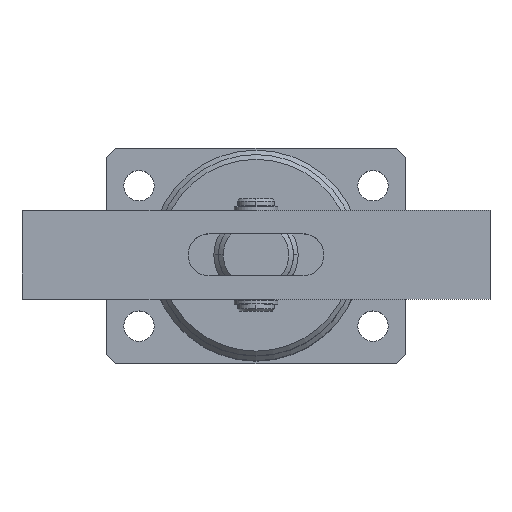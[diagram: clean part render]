
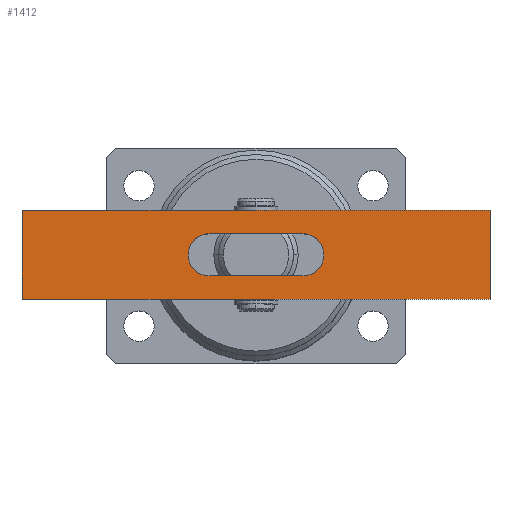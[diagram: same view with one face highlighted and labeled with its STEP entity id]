
A CAD part, top view. The second image highlights one B-rep face of the part: STEP entity #1412.
In plain terms, the highlighted face is planar.
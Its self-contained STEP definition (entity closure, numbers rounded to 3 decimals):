
#713 = CARTESIAN_POINT ( 'NONE',  ( -50., -9.5, -9.5 ) ) ;
#718 = CARTESIAN_POINT ( 'NONE',  ( -10., -9.5, 4.5 ) ) ;
#728 = CARTESIAN_POINT ( 'NONE',  ( -50., -9.5, 9.5 ) ) ;
#732 = CARTESIAN_POINT ( 'NONE',  ( 10., -9.5, -4.5 ) ) ;
#735 = CARTESIAN_POINT ( 'NONE',  ( 50., -9.5, 9.5 ) ) ;
#736 = CARTESIAN_POINT ( 'NONE',  ( 10., -9.5, 4.5 ) ) ;
#740 = CARTESIAN_POINT ( 'NONE',  ( -10., -9.5, -4.5 ) ) ;
#741 = CARTESIAN_POINT ( 'NONE',  ( 50., -9.5, -9.5 ) ) ;
#917 = VERTEX_POINT ( 'NONE', #740 ) ;
#918 = VERTEX_POINT ( 'NONE', #741 ) ;
#925 = VERTEX_POINT ( 'NONE', #736 ) ;
#926 = VERTEX_POINT ( 'NONE', #735 ) ;
#929 = VERTEX_POINT ( 'NONE', #732 ) ;
#933 = VERTEX_POINT ( 'NONE', #728 ) ;
#943 = VERTEX_POINT ( 'NONE', #718 ) ;
#948 = VERTEX_POINT ( 'NONE', #713 ) ;
#977 = ORIENTED_EDGE ( 'NONE', *, *, #4829, .F. ) ;
#980 = ORIENTED_EDGE ( 'NONE', *, *, #4886, .T. ) ;
#1005 = ORIENTED_EDGE ( 'NONE', *, *, #4883, .F. ) ;
#1006 = ORIENTED_EDGE ( 'NONE', *, *, #4838, .T. ) ;
#1007 = ORIENTED_EDGE ( 'NONE', *, *, #4823, .T. ) ;
#1009 = ORIENTED_EDGE ( 'NONE', *, *, #4846, .T. ) ;
#1010 = ORIENTED_EDGE ( 'NONE', *, *, #4921, .T. ) ;
#1011 = ORIENTED_EDGE ( 'NONE', *, *, #4889, .T. ) ;
#1209 = DIRECTION ( 'NONE',  ( 0., 0., 1. ) ) ;
#1210 = DIRECTION ( 'NONE',  ( 0., 1., 0. ) ) ;
#1211 = CARTESIAN_POINT ( 'NONE',  ( -10., -9.5, 0. ) ) ;
#1222 = DIRECTION ( 'NONE',  ( 0., 0., -1. ) ) ;
#1223 = CARTESIAN_POINT ( 'NONE',  ( -50., -9.5, 9.5 ) ) ;
#1229 = DIRECTION ( 'NONE',  ( 0., 0., -1. ) ) ;
#1230 = CARTESIAN_POINT ( 'NONE',  ( 50., -9.5, 9.5 ) ) ;
#1412 = ADVANCED_FACE ( 'NONE', ( #4455, #4445 ), #1761, .F. ) ;
#1754 = DIRECTION ( 'NONE',  ( 0., 0., 1. ) ) ;
#1759 = DIRECTION ( 'NONE',  ( 0., 1., 0. ) ) ;
#1761 = PLANE ( 'NONE',  #2343 ) ;
#1766 = CARTESIAN_POINT ( 'NONE',  ( -50., -9.5, 9.5 ) ) ;
#2279 = AXIS2_PLACEMENT_3D ( 'NONE', #1211, #1210, #1209 ) ;
#2294 = AXIS2_PLACEMENT_3D ( 'NONE', #2984, #2982, #2981 ) ;
#2343 = AXIS2_PLACEMENT_3D ( 'NONE', #1766, #1759, #1754 ) ;
#2808 = VECTOR ( 'NONE', #5105, 1000. ) ;
#2811 = LINE ( 'NONE', #5107, #2808 ) ;
#2981 = DIRECTION ( 'NONE',  ( 0., 0., 1. ) ) ;
#2982 = DIRECTION ( 'NONE',  ( 0., 1., 0. ) ) ;
#2984 = CARTESIAN_POINT ( 'NONE',  ( 10., -9.5, 0. ) ) ;
#3011 = DIRECTION ( 'NONE',  ( -1., 0., 0. ) ) ;
#3026 = CARTESIAN_POINT ( 'NONE',  ( -10., -9.5, -4.5 ) ) ;
#3038 = DIRECTION ( 'NONE',  ( 1., 0., 0. ) ) ;
#3047 = CARTESIAN_POINT ( 'NONE',  ( -50., -9.5, 9.5 ) ) ;
#3055 = CARTESIAN_POINT ( 'NONE',  ( -50., -9.5, -9.5 ) ) ;
#3059 = DIRECTION ( 'NONE',  ( 1., 0., 0. ) ) ;
#3832 = EDGE_LOOP ( 'NONE', ( #1006, #1011, #1010, #1009 ) ) ;
#3839 = EDGE_LOOP ( 'NONE', ( #1007, #1005, #977, #980 ) ) ;
#4172 = CIRCLE ( 'NONE', #2279, 4.5 ) ;
#4174 = VECTOR ( 'NONE', #1222, 1000. ) ;
#4177 = LINE ( 'NONE', #1223, #4174 ) ;
#4179 = VECTOR ( 'NONE', #1229, 1000. ) ;
#4182 = LINE ( 'NONE', #1230, #4179 ) ;
#4236 = CIRCLE ( 'NONE', #2294, 4.5 ) ;
#4246 = VECTOR ( 'NONE', #3011, 1000. ) ;
#4260 = LINE ( 'NONE', #3026, #4246 ) ;
#4263 = VECTOR ( 'NONE', #3038, 1000. ) ;
#4272 = LINE ( 'NONE', #3047, #4263 ) ;
#4275 = VECTOR ( 'NONE', #3059, 1000. ) ;
#4279 = LINE ( 'NONE', #3055, #4275 ) ;
#4445 = FACE_OUTER_BOUND ( 'NONE', #3839, .T. ) ;
#4455 = FACE_BOUND ( 'NONE', #3832, .T. ) ;
#4823 = EDGE_CURVE ( 'NONE', #948, #918, #4279, .T. ) ;
#4829 = EDGE_CURVE ( 'NONE', #933, #926, #4272, .T. ) ;
#4838 = EDGE_CURVE ( 'NONE', #929, #917, #4260, .T. ) ;
#4846 = EDGE_CURVE ( 'NONE', #925, #929, #4236, .T. ) ;
#4883 = EDGE_CURVE ( 'NONE', #926, #918, #4182, .T. ) ;
#4886 = EDGE_CURVE ( 'NONE', #933, #948, #4177, .T. ) ;
#4889 = EDGE_CURVE ( 'NONE', #917, #943, #4172, .T. ) ;
#4921 = EDGE_CURVE ( 'NONE', #943, #925, #2811, .T. ) ;
#5105 = DIRECTION ( 'NONE',  ( 1., 0., 0. ) ) ;
#5107 = CARTESIAN_POINT ( 'NONE',  ( -10., -9.5, 4.5 ) ) ;
